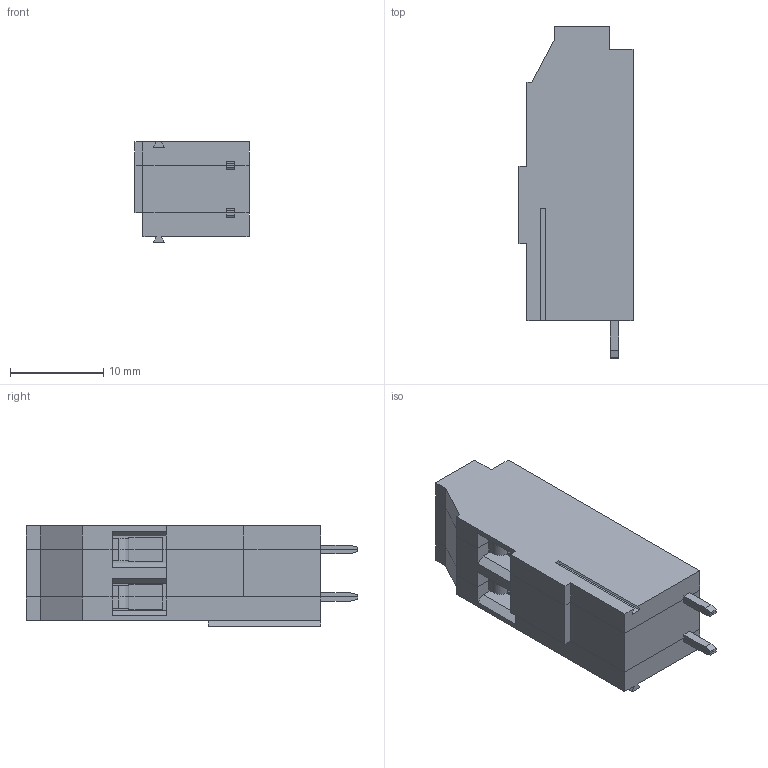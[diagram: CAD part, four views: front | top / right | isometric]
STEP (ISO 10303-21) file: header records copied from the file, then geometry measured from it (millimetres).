
FILE_DESCRIPTION( ( 'Unknown' ), '1' );
FILE_NAME( '691249510002.stp', 'Unknown', ( 'Unknown' ), ( 'Unknown' ), 'PSStep 18.0.17', 'Unknown', ' ' );
FILE_SCHEMA( ( 'AUTOMOTIVE_DESIGN { 1 0 10303 214 1 1 1 1 }' ) );
Length unit declared in the file: millimetre
Products named in the file (4): Assem1; MRT18P5.08V07_SX; MRT18P5.08V07_CNT; MRT18P5.08V07_DX
Assembly tree (3 placements, depth 2):
  Assem1
    MRT18P5.08V07_SX
    MRT18P5.08V07_CNT
    MRT18P5.08V07_DX
Bounding box: 12.2 x 35.5 x 10.76 mm (x, y, z)
Volume: 3161.8 mm3; surface area: 3252.3 mm2
Topology: 3 solids, 3 shells, 142 faces, 408 edges, 272 vertices
Faces by surface type: plane 134, cylinder 8
Entity records: 5782 total; most frequent: CARTESIAN_POINT 826, ORIENTED_EDGE 816, DIRECTION 724, EDGE_CURVE 408, LINE 384, VECTOR 384, VERTEX_POINT 272, AXIS2_PLACEMENT_3D 170
